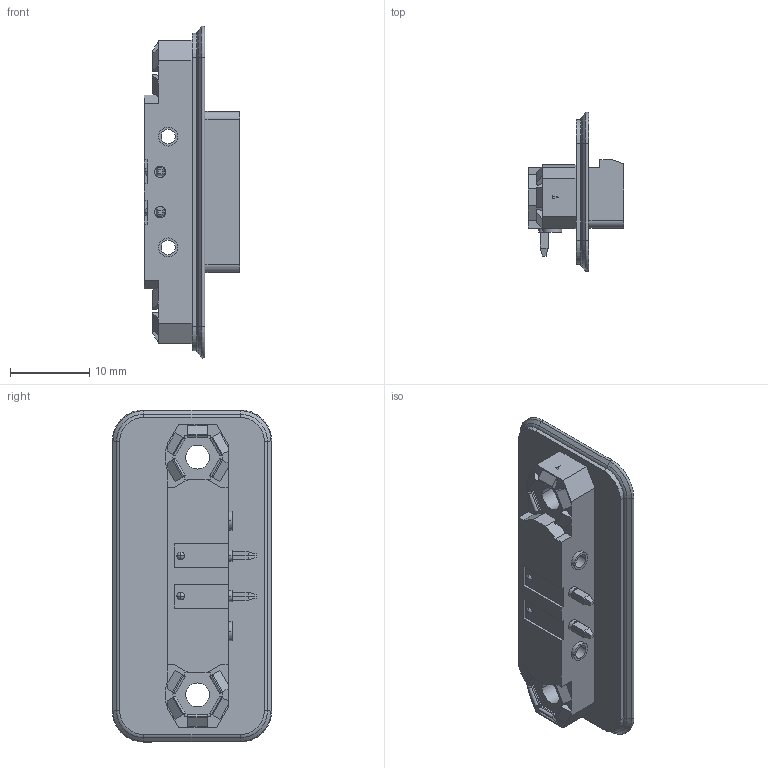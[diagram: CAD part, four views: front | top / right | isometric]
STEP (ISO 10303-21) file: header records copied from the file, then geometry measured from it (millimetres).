
FILE_DESCRIPTION(('SolidDesigner STEP Export'),'2;1');
FILE_NAME('dfk-mstba_2.5-2-gf-5.08.stp','2002-01-28T10:50:34',(''),(''),'SolidDesigner STEP processor Version: 7.0(Mar 1999)for AP214(CD)(Solid Model)','CoCreate SolidDesigner: 09.01 27-May-2001(C) CoCreate Software GmbH','');
FILE_SCHEMA(('AUTOMOTIVE_DESIGN_CC2 {1 2 10303 214 -1 1 5 1}'));
Length unit declared in the file: millimetre
Products named in the file (2): dfk-mstba_2.5-2-gf-5.08
Assembly tree (1 placements, depth 2):
  dfk-mstba_2.5-2-gf-5.08
    dfk-mstba_2.5-2-gf-5.08
Bounding box: 12 x 20.07 x 41.79 mm (x, y, z)
Volume: 2561.4 mm3; surface area: 3218.4 mm2
Topology: 1 solids, 1 shells, 383 faces, 910 edges, 554 vertices
Faces by surface type: plane 266, cylinder 81, torus 16, cone 12, sphere 8
Entity records: 13067 total; most frequent: ORIENTED_EDGE 1820, CARTESIAN_POINT 1701, DIRECTION 1562, EDGE_CURVE 910, VECTOR 628, LINE 628, VERTEX_POINT 554, AXIS2_PLACEMENT_3D 467
